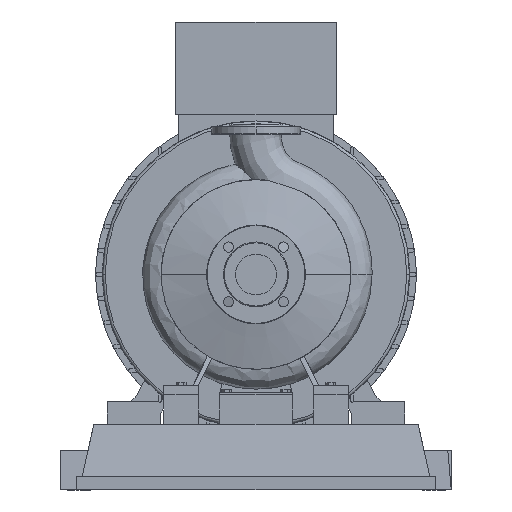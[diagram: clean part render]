
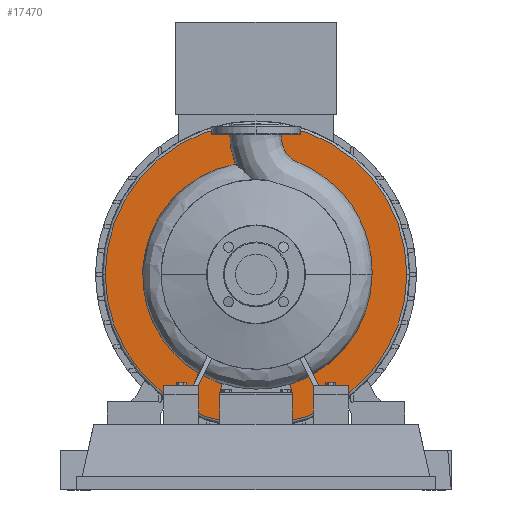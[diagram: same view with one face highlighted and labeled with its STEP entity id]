
A CAD part, left-side view. The second image highlights one B-rep face of the part: STEP entity #17470.
In plain terms, the highlighted planar face has unit normal (-1, 0, 0).
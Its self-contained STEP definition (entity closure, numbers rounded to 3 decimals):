
#7464=CARTESIAN_POINT('',(715.0,282.,403.));
#7465=VERTEX_POINT('',#7464);
#7491=CARTESIAN_POINT('',(715.0,-282.,403.));
#7492=VERTEX_POINT('',#7491);
#7500=CARTESIAN_POINT('',(715.0,0.,403.0));
#7501=DIRECTION('',(1.0,0.0,0.0));
#7502=DIRECTION('',(0.0,0.0,1.0));
#7503=AXIS2_PLACEMENT_3D('',#7500,#7501,#7502);
#7504=CIRCLE('',#7503,282.);
#7505=EDGE_CURVE('',#7492,#7465,#7504,.T.);
#7515=CARTESIAN_POINT('',(715.0,0.,455.5));
#7516=VERTEX_POINT('',#7515);
#7525=CARTESIAN_POINT('',(715.0,0.,350.5));
#7526=VERTEX_POINT('',#7525);
#7527=CARTESIAN_POINT('',(715.0,0.,403.0));
#7528=DIRECTION('',(1.0,0.0,0.0));
#7529=DIRECTION('',(0.0,0.0,1.0));
#7530=AXIS2_PLACEMENT_3D('',#7527,#7528,#7529);
#7531=CIRCLE('',#7530,52.5);
#7532=EDGE_CURVE('',#7526,#7516,#7531,.T.);
#17432=CARTESIAN_POINT('',(715.0,0.,403.0));
#17433=DIRECTION('',(1.0,0.0,0.0));
#17434=DIRECTION('',(0.0,0.0,1.0));
#17435=AXIS2_PLACEMENT_3D('',#17432,#17433,#17434);
#17436=CIRCLE('',#17435,52.5);
#17437=EDGE_CURVE('',#7516,#7526,#17436,.T.);
#17442=CARTESIAN_POINT('',(715.0,0.,570.25));
#17443=DIRECTION('',(-1.0,0.0,0.0));
#17444=DIRECTION('',(0.0,-1.0,0.0));
#17445=AXIS2_PLACEMENT_3D('',#17442,#17443,#17444);
#17446=PLANE('',#17445);
#17447=CARTESIAN_POINT('',(715.0,0.,685.));
#17448=VERTEX_POINT('',#17447);
#17449=CARTESIAN_POINT('',(715.0,0.,403.0));
#17450=DIRECTION('',(1.0,0.0,0.0));
#17451=DIRECTION('',(0.0,0.0,1.0));
#17452=AXIS2_PLACEMENT_3D('',#17449,#17450,#17451);
#17453=CIRCLE('',#17452,282.);
#17454=EDGE_CURVE('',#17448,#7492,#17453,.T.);
#17455=ORIENTED_EDGE('',*,*,#17454,.F.);
#17456=CARTESIAN_POINT('',(715.0,0.,403.0));
#17457=DIRECTION('',(1.0,0.0,0.0));
#17458=DIRECTION('',(0.0,0.0,1.0));
#17459=AXIS2_PLACEMENT_3D('',#17456,#17457,#17458);
#17460=CIRCLE('',#17459,282.);
#17461=EDGE_CURVE('',#7465,#17448,#17460,.T.);
#17462=ORIENTED_EDGE('',*,*,#17461,.F.);
#17463=ORIENTED_EDGE('',*,*,#7505,.F.);
#17464=EDGE_LOOP('',(#17455,#17462,#17463));
#17465=FACE_OUTER_BOUND('',#17464,.T.);
#17466=ORIENTED_EDGE('',*,*,#17437,.T.);
#17467=ORIENTED_EDGE('',*,*,#7532,.T.);
#17468=EDGE_LOOP('',(#17466,#17467));
#17469=FACE_BOUND('',#17468,.T.);
#17470=ADVANCED_FACE('',(#17465,#17469),#17446,.T.);
